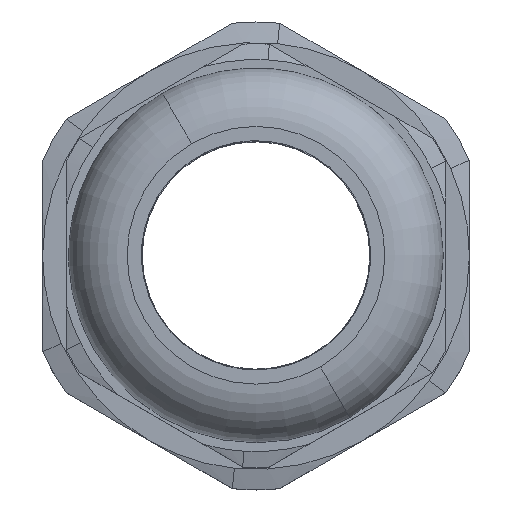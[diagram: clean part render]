
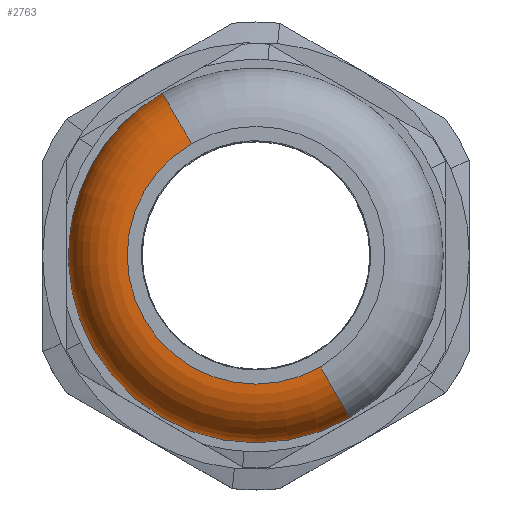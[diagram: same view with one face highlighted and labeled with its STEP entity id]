
A CAD part, top view. The second image highlights one B-rep face of the part: STEP entity #2763.
In plain terms, the highlighted toroidal (fillet/blend) face has major radius 8.15 mm and minor radius 3.7 mm.
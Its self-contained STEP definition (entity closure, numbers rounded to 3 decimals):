
#2300=AXIS2_PLACEMENT_3D('Circle Axis2P3D',#2298,#2299,$) ;
#2727=AXIS2_PLACEMENT_3D('Torus Axis2P3D',#2724,#2725,#2726) ;
#2731=AXIS2_PLACEMENT_3D('Circle Axis2P3D',#2729,#2730,$) ;
#2738=AXIS2_PLACEMENT_3D('Circle Axis2P3D',#2736,#2737,$) ;
#2745=AXIS2_PLACEMENT_3D('Circle Axis2P3D',#2743,#2744,$) ;
#2752=AXIS2_PLACEMENT_3D('Circle Axis2P3D',#2750,#2751,$) ;
#2250=CARTESIAN_POINT('Vertex',(3.238,8.875,31.771)) ;
#2254=CARTESIAN_POINT('Control Point',(7.575,25.062,31.771)) ;
#2255=CARTESIAN_POINT('Control Point',(4.351,23.201,31.771)) ;
#2256=CARTESIAN_POINT('Control Point',(1.853,20.075,31.771)) ;
#2257=CARTESIAN_POINT('Control Point',(0.776,16.055,31.771)) ;
#2258=CARTESIAN_POINT('Control Point',(1.376,12.099,31.771)) ;
#2259=CARTESIAN_POINT('Control Point',(3.238,8.875,31.771)) ;
#2260=CARTESIAN_POINT('Vertex',(7.575,25.062,31.771)) ;
#2295=CARTESIAN_POINT('Vertex',(19.425,4.538,31.771)) ;
#2298=CARTESIAN_POINT('Axis2P3D Location',(13.5,14.8,31.771)) ;
#2724=CARTESIAN_POINT('Axis2P3D Location',(13.5,14.8,31.771)) ;
#2729=CARTESIAN_POINT('Axis2P3D Location',(9.425,21.858,31.771)) ;
#2733=CARTESIAN_POINT('Vertex',(9.425,21.858,35.471)) ;
#2736=CARTESIAN_POINT('Axis2P3D Location',(17.575,7.742,31.771)) ;
#2740=CARTESIAN_POINT('Vertex',(17.575,7.742,35.471)) ;
#2743=CARTESIAN_POINT('Axis2P3D Location',(13.5,14.8,35.471)) ;
#2747=CARTESIAN_POINT('Vertex',(6.442,10.725,35.471)) ;
#2750=CARTESIAN_POINT('Axis2P3D Location',(13.5,14.8,35.471)) ;
#2299=DIRECTION('Axis2P3D Direction',(0.,0.,-1.)) ;
#2725=DIRECTION('Axis2P3D Direction',(0.,0.,-1.)) ;
#2726=DIRECTION('Axis2P3D XDirection',(0.5,-0.866,0.)) ;
#2730=DIRECTION('Axis2P3D Direction',(-0.866,-0.5,0.)) ;
#2737=DIRECTION('Axis2P3D Direction',(0.866,0.5,0.)) ;
#2744=DIRECTION('Axis2P3D Direction',(0.,0.,-1.)) ;
#2751=DIRECTION('Axis2P3D Direction',(0.,0.,-1.)) ;
#2756=ORIENTED_EDGE('',*,*,#2735,.F.) ;
#2757=ORIENTED_EDGE('',*,*,#2262,.T.) ;
#2758=ORIENTED_EDGE('',*,*,#2302,.T.) ;
#2759=ORIENTED_EDGE('',*,*,#2742,.F.) ;
#2760=ORIENTED_EDGE('',*,*,#2749,.T.) ;
#2761=ORIENTED_EDGE('',*,*,#2754,.T.) ;
#2763=ADVANCED_FACE('65679 M25 OT\\65679 M25 OT',(#2762),#2728,.T.) ;
#2253=B_SPLINE_CURVE_WITH_KNOTS('',5,(#2254,#2255,#2256,#2257,#2258,#2259),.UNSPECIFIED.,.F.,.U.,(6,6),(0.,18.614),.UNSPECIFIED.) ;
#2301=CIRCLE('generated circle',#2300,11.85) ;
#2732=CIRCLE('generated circle',#2731,3.7) ;
#2739=CIRCLE('generated circle',#2738,3.7) ;
#2746=CIRCLE('generated circle',#2745,8.15) ;
#2753=CIRCLE('generated circle',#2752,8.15) ;
#2728=TOROIDAL_SURFACE('homeo Torus',#2727,8.15,3.7) ;
#2262=EDGE_CURVE('',#2261,#2251,#2253,.T.) ;
#2302=EDGE_CURVE('',#2251,#2296,#2301,.F.) ;
#2735=EDGE_CURVE('',#2261,#2734,#2732,.F.) ;
#2742=EDGE_CURVE('',#2741,#2296,#2739,.T.) ;
#2749=EDGE_CURVE('',#2741,#2748,#2746,.T.) ;
#2754=EDGE_CURVE('',#2748,#2734,#2753,.T.) ;
#2755=EDGE_LOOP('',(#2756,#2757,#2758,#2759,#2760,#2761)) ;
#2762=FACE_OUTER_BOUND('',#2755,.T.) ;
#2251=VERTEX_POINT('',#2250) ;
#2261=VERTEX_POINT('',#2260) ;
#2296=VERTEX_POINT('',#2295) ;
#2734=VERTEX_POINT('',#2733) ;
#2741=VERTEX_POINT('',#2740) ;
#2748=VERTEX_POINT('',#2747) ;
